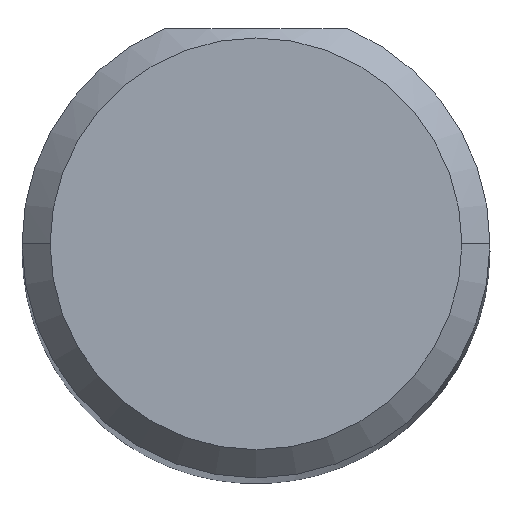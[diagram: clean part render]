
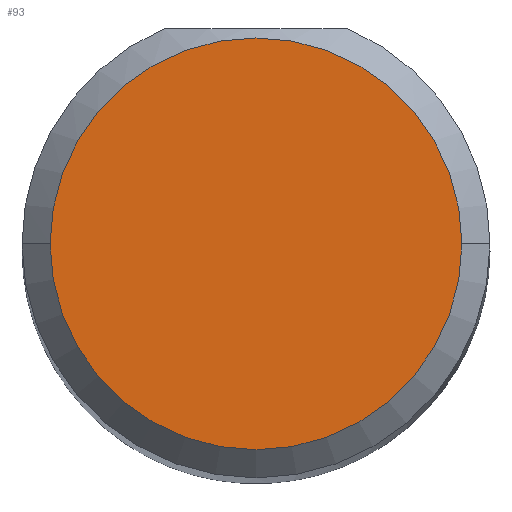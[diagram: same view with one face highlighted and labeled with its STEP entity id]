
A CAD part, top view. The second image highlights one B-rep face of the part: STEP entity #93.
In plain terms, the highlighted planar face has unit normal (0, 0, 1).
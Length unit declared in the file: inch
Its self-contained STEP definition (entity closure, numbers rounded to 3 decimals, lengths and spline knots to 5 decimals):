
#62 = EDGE_CURVE ( 'NONE', #95, #341, #471, .T. ) ;
#67 = CARTESIAN_POINT ( 'NONE',  ( 0., 0., 2.5 ) ) ;
#83 = DIRECTION ( 'NONE',  ( 1., 0., 0. ) ) ;
#93 = ADVANCED_FACE ( 'NONE', ( #396 ), #160, .T. ) ;
#95 = VERTEX_POINT ( 'NONE', #330 ) ;
#123 = ORIENTED_EDGE ( 'NONE', *, *, #134, .T. ) ;
#126 = DIRECTION ( 'NONE',  ( 1., 0., 0. ) ) ;
#134 = EDGE_CURVE ( 'NONE', #341, #95, #404, .T. ) ;
#144 = DIRECTION ( 'NONE',  ( 0., 0., 1. ) ) ;
#158 = AXIS2_PLACEMENT_3D ( 'NONE', #250, #144, #83 ) ;
#160 = PLANE ( 'NONE',  #246 ) ;
#243 = CARTESIAN_POINT ( 'NONE',  ( 0., 0., 2.5 ) ) ;
#246 = AXIS2_PLACEMENT_3D ( 'NONE', #243, #360, #484 ) ;
#250 = CARTESIAN_POINT ( 'NONE',  ( 0., 0., 2.5 ) ) ;
#284 = AXIS2_PLACEMENT_3D ( 'NONE', #67, #480, #126 ) ;
#302 = EDGE_LOOP ( 'NONE', ( #123, #450 ) ) ;
#330 = CARTESIAN_POINT ( 'NONE',  ( 0.11, 0., 2.5 ) ) ;
#341 = VERTEX_POINT ( 'NONE', #436 ) ;
#360 = DIRECTION ( 'NONE',  ( 0., 0., 1. ) ) ;
#396 = FACE_OUTER_BOUND ( 'NONE', #302, .T. ) ;
#404 = CIRCLE ( 'NONE', #158, 0.11 ) ;
#436 = CARTESIAN_POINT ( 'NONE',  ( -0.11, 0., 2.5 ) ) ;
#450 = ORIENTED_EDGE ( 'NONE', *, *, #62, .T. ) ;
#471 = CIRCLE ( 'NONE', #284, 0.11 ) ;
#480 = DIRECTION ( 'NONE',  ( 0., 0., 1. ) ) ;
#484 = DIRECTION ( 'NONE',  ( 1., 0., 0. ) ) ;
